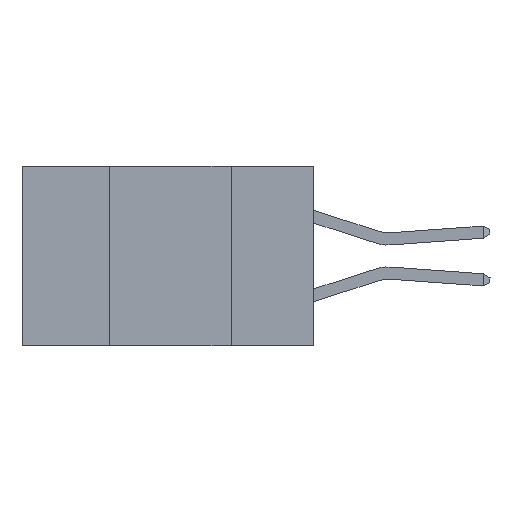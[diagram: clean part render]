
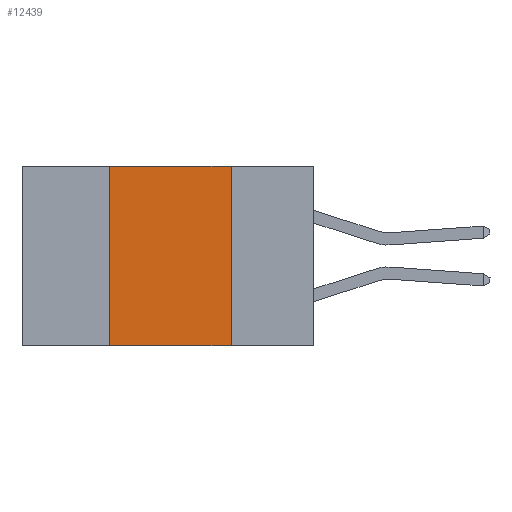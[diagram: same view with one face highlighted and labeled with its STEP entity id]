
A CAD part, left-side view. The second image highlights one B-rep face of the part: STEP entity #12439.
In plain terms, the highlighted planar face has unit normal (-1, 0, 0).
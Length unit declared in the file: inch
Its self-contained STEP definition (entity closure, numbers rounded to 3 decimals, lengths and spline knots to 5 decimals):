
#107 = LINE ( 'NONE', #7309, #24988 ) ;
#1044 = ORIENTED_EDGE ( 'NONE', *, *, #15828, .T. ) ;
#1586 = CARTESIAN_POINT ( 'NONE',  ( 0., 0.42, 0. ) ) ;
#1822 = VECTOR ( 'NONE', #17295, 39.37008 ) ;
#2519 = VERTEX_POINT ( 'NONE', #8863 ) ;
#2575 = VECTOR ( 'NONE', #22993, 39.37008 ) ;
#3558 = VERTEX_POINT ( 'NONE', #17866 ) ;
#3689 = VECTOR ( 'NONE', #22824, 39.37008 ) ;
#4011 = CARTESIAN_POINT ( 'NONE',  ( 0., 0.17, 0. ) ) ;
#5907 = LINE ( 'NONE', #7072, #1822 ) ;
#6647 = ORIENTED_EDGE ( 'NONE', *, *, #18273, .F. ) ;
#7072 = CARTESIAN_POINT ( 'NONE',  ( 0., 0.17, 0. ) ) ;
#7309 = CARTESIAN_POINT ( 'NONE',  ( 0., 0.6, 0. ) ) ;
#7821 = DIRECTION ( 'NONE',  ( 0., -1., 0. ) ) ;
#7953 = EDGE_LOOP ( 'NONE', ( #9646, #6647, #13283, #1044 ) ) ;
#8863 = CARTESIAN_POINT ( 'NONE',  ( 0., 0.42, 0. ) ) ;
#9646 = ORIENTED_EDGE ( 'NONE', *, *, #15654, .F. ) ;
#11690 = DIRECTION ( 'NONE',  ( 1., 0., 0. ) ) ;
#12439 = ADVANCED_FACE ( 'NONE', ( #22450 ), #15311, .F. ) ;
#13283 = ORIENTED_EDGE ( 'NONE', *, *, #19549, .F. ) ;
#13315 = DIRECTION ( 'NONE',  ( 0., 0., -1. ) ) ;
#14172 = VERTEX_POINT ( 'NONE', #4011 ) ;
#15311 = PLANE ( 'NONE',  #17573 ) ;
#15625 = VERTEX_POINT ( 'NONE', #23401 ) ;
#15654 = EDGE_CURVE ( 'NONE', #14172, #15625, #5907, .T. ) ;
#15828 = EDGE_CURVE ( 'NONE', #3558, #15625, #24487, .T. ) ;
#17295 = DIRECTION ( 'NONE',  ( 0., 0., -1. ) ) ;
#17400 = CARTESIAN_POINT ( 'NONE',  ( 0., 0.6, 0. ) ) ;
#17406 = LINE ( 'NONE', #1586, #2575 ) ;
#17573 = AXIS2_PLACEMENT_3D ( 'NONE', #17400, #11690, #13315 ) ;
#17866 = CARTESIAN_POINT ( 'NONE',  ( 0., 0.42, -0.37 ) ) ;
#18273 = EDGE_CURVE ( 'NONE', #2519, #14172, #107, .T. ) ;
#18814 = CARTESIAN_POINT ( 'NONE',  ( 0., 0.6, -0.37 ) ) ;
#19549 = EDGE_CURVE ( 'NONE', #3558, #2519, #17406, .T. ) ;
#22450 = FACE_OUTER_BOUND ( 'NONE', #7953, .T. ) ;
#22824 = DIRECTION ( 'NONE',  ( 0., -1., 0. ) ) ;
#22993 = DIRECTION ( 'NONE',  ( 0., 0., 1. ) ) ;
#23401 = CARTESIAN_POINT ( 'NONE',  ( 0., 0.17, -0.37 ) ) ;
#24487 = LINE ( 'NONE', #18814, #3689 ) ;
#24988 = VECTOR ( 'NONE', #7821, 39.37008 ) ;
